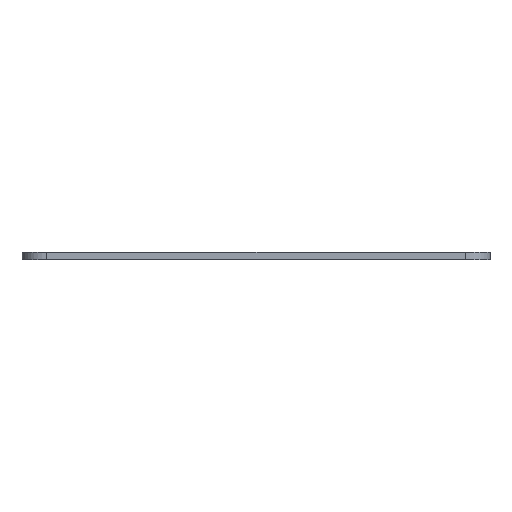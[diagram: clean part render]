
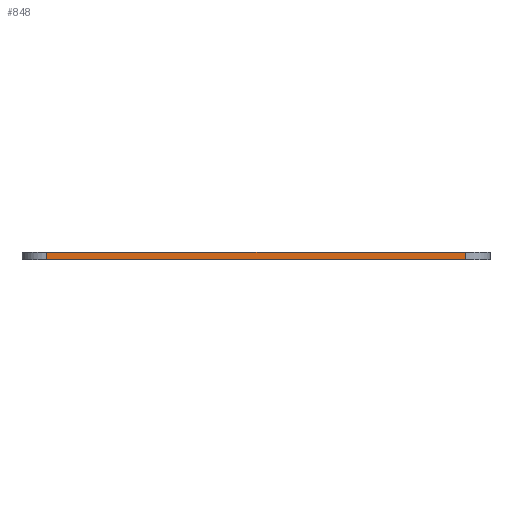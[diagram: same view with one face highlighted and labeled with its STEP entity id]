
A CAD part, left-side view. The second image highlights one B-rep face of the part: STEP entity #848.
In plain terms, the highlighted planar face has unit normal (-1, 0, 0).
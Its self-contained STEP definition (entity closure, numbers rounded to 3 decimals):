
#66 = VERTEX_POINT('',#67);
#67 = CARTESIAN_POINT('',(-39.,42.5,0.));
#74 = EDGE_CURVE('',#66,#75,#77,.T.);
#75 = VERTEX_POINT('',#76);
#76 = CARTESIAN_POINT('',(-39.,-42.5,0.));
#77 = LINE('',#78,#79);
#78 = CARTESIAN_POINT('',(-39.,47.5,0.));
#79 = VECTOR('',#80,1.);
#80 = DIRECTION('',(0.,-1.,0.));
#803 = EDGE_CURVE('',#75,#804,#806,.T.);
#804 = VERTEX_POINT('',#805);
#805 = CARTESIAN_POINT('',(-39.,-42.5,1.5));
#806 = LINE('',#807,#808);
#807 = CARTESIAN_POINT('',(-39.,-42.5,0.));
#808 = VECTOR('',#809,1.);
#809 = DIRECTION('',(0.,0.,1.));
#848 = ADVANCED_FACE('',(#849),#867,.F.);
#849 = FACE_BOUND('',#850,.F.);
#850 = EDGE_LOOP('',(#851,#852,#860,#866));
#851 = ORIENTED_EDGE('',*,*,#74,.F.);
#852 = ORIENTED_EDGE('',*,*,#853,.T.);
#853 = EDGE_CURVE('',#66,#854,#856,.T.);
#854 = VERTEX_POINT('',#855);
#855 = CARTESIAN_POINT('',(-39.,42.5,1.5));
#856 = LINE('',#857,#858);
#857 = CARTESIAN_POINT('',(-39.,42.5,0.));
#858 = VECTOR('',#859,1.);
#859 = DIRECTION('',(0.,0.,1.));
#860 = ORIENTED_EDGE('',*,*,#861,.T.);
#861 = EDGE_CURVE('',#854,#804,#862,.T.);
#862 = LINE('',#863,#864);
#863 = CARTESIAN_POINT('',(-39.,47.5,1.5));
#864 = VECTOR('',#865,1.);
#865 = DIRECTION('',(0.,-1.,0.));
#866 = ORIENTED_EDGE('',*,*,#803,.F.);
#867 = PLANE('',#868);
#868 = AXIS2_PLACEMENT_3D('',#869,#870,#871);
#869 = CARTESIAN_POINT('',(-39.,47.5,0.));
#870 = DIRECTION('',(1.,0.,0.));
#871 = DIRECTION('',(0.,-1.,0.));
